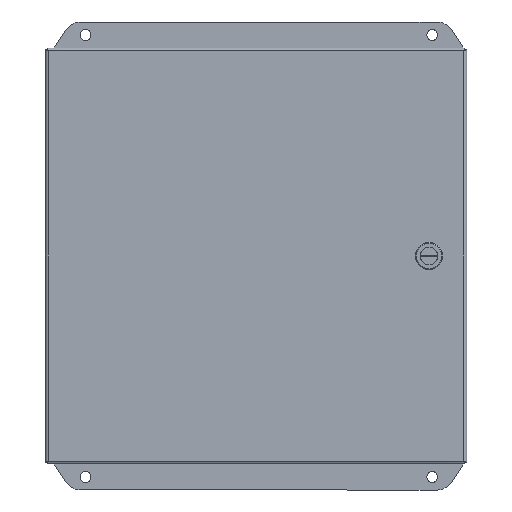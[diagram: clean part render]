
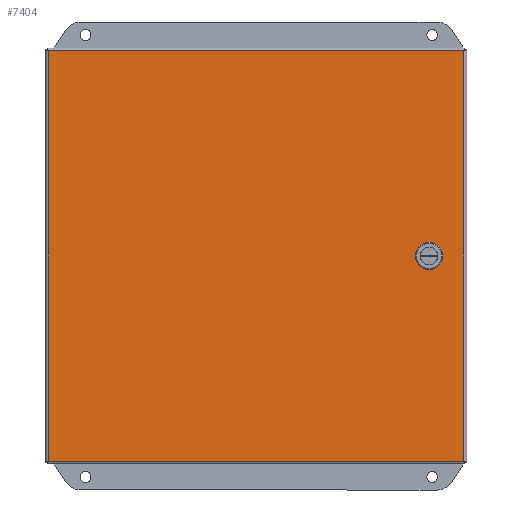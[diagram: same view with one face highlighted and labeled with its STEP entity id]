
A CAD part, front view. The second image highlights one B-rep face of the part: STEP entity #7404.
In plain terms, the highlighted planar face has unit normal (0, -1, 0).
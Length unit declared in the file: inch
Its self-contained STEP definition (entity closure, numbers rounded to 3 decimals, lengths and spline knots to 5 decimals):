
#186 = CARTESIAN_POINT ( 'NONE',  ( -6.07322, -6.61133, 5.914 ) ) ;
#280 = LINE ( 'NONE', #6946, #15908 ) ;
#385 = FACE_OUTER_BOUND ( 'NONE', #9865, .T. ) ;
#481 = EDGE_CURVE ( 'NONE', #12520, #6685, #7873, .T. ) ;
#592 = DIRECTION ( 'NONE',  ( 0., -1., 0. ) ) ;
#1286 = DIRECTION ( 'NONE',  ( 1., 0., 0. ) ) ;
#1602 = ORIENTED_EDGE ( 'NONE', *, *, #3942, .F. ) ;
#2225 = PLANE ( 'NONE',  #15161 ) ;
#2460 = ORIENTED_EDGE ( 'NONE', *, *, #3318, .F. ) ;
#2566 = EDGE_LOOP ( 'NONE', ( #1602, #3879, #15293, #2460, #17010, #7499, #8215, #19622 ) ) ;
#2669 = EDGE_CURVE ( 'NONE', #17484, #16838, #9511, .T. ) ;
#2775 = CARTESIAN_POINT ( 'NONE',  ( -6.07322, -6.61133, 5.914 ) ) ;
#2831 = CARTESIAN_POINT ( 'NONE',  ( 5.23778, -6.61133, -0.07559 ) ) ;
#3064 = VECTOR ( 'NONE', #13654, 39.37008 ) ;
#3318 = EDGE_CURVE ( 'NONE', #16838, #14457, #9357, .T. ) ;
#3582 = ORIENTED_EDGE ( 'NONE', *, *, #10397, .T. ) ;
#3620 = ORIENTED_EDGE ( 'NONE', *, *, #20368, .T. ) ;
#3801 = LINE ( 'NONE', #11631, #18079 ) ;
#3879 = ORIENTED_EDGE ( 'NONE', *, *, #9928, .F. ) ;
#3942 = EDGE_CURVE ( 'NONE', #19023, #11061, #14666, .T. ) ;
#4087 = VECTOR ( 'NONE', #16292, 39.37008 ) ;
#4792 = CARTESIAN_POINT ( 'NONE',  ( 4.83119, -6.61133, 0.331 ) ) ;
#4933 = CARTESIAN_POINT ( 'NONE',  ( -6.07322, -6.61133, -5.914 ) ) ;
#5217 = EDGE_CURVE ( 'NONE', #12548, #8211, #13902, .T. ) ;
#5945 = VECTOR ( 'NONE', #15882, 39.37008 ) ;
#6378 = DIRECTION ( 'NONE',  ( -0.707, 0., 0.707 ) ) ;
#6685 = VERTEX_POINT ( 'NONE', #6790 ) ;
#6790 = CARTESIAN_POINT ( 'NONE',  ( 5.23778, -6.61133, 0.07559 ) ) ;
#6894 = DIRECTION ( 'NONE',  ( 0.707, 0., 0.707 ) ) ;
#6946 = CARTESIAN_POINT ( 'NONE',  ( 4.83119, -6.61133, -0.331 ) ) ;
#6996 = VERTEX_POINT ( 'NONE', #4933 ) ;
#7404 = ADVANCED_FACE ( 'NONE', ( #16961, #385 ), #2225, .T. ) ;
#7499 = ORIENTED_EDGE ( 'NONE', *, *, #7577, .F. ) ;
#7577 = EDGE_CURVE ( 'NONE', #6685, #17484, #8412, .T. ) ;
#7873 = LINE ( 'NONE', #19404, #20494 ) ;
#7961 = CARTESIAN_POINT ( 'NONE',  ( 5.91278, -6.61133, -5.914 ) ) ;
#8211 = VERTEX_POINT ( 'NONE', #8713 ) ;
#8215 = ORIENTED_EDGE ( 'NONE', *, *, #481, .F. ) ;
#8412 = LINE ( 'NONE', #17810, #17253 ) ;
#8713 = CARTESIAN_POINT ( 'NONE',  ( 5.91278, -6.61133, 5.914 ) ) ;
#8761 = CARTESIAN_POINT ( 'NONE',  ( -6.07322, -6.61133, -5.914 ) ) ;
#8897 = VERTEX_POINT ( 'NONE', #19298 ) ;
#9357 = LINE ( 'NONE', #15939, #13991 ) ;
#9502 = CARTESIAN_POINT ( 'NONE',  ( 4.57578, -6.61133, 0.07559 ) ) ;
#9511 = LINE ( 'NONE', #11351, #13593 ) ;
#9717 = CARTESIAN_POINT ( 'NONE',  ( 4.98237, -6.61133, -0.331 ) ) ;
#9807 = CARTESIAN_POINT ( 'NONE',  ( 4.98237, -6.61133, -0.331 ) ) ;
#9865 = EDGE_LOOP ( 'NONE', ( #21051, #3582, #10340, #3620 ) ) ;
#9928 = EDGE_CURVE ( 'NONE', #8897, #19023, #280, .T. ) ;
#10340 = ORIENTED_EDGE ( 'NONE', *, *, #15519, .T. ) ;
#10397 = EDGE_CURVE ( 'NONE', #8211, #19274, #12316, .T. ) ;
#10975 = CARTESIAN_POINT ( 'NONE',  ( -6.07322, -6.61133, -5.914 ) ) ;
#11061 = VERTEX_POINT ( 'NONE', #9807 ) ;
#11211 = DIRECTION ( 'NONE',  ( 0., 0., 1. ) ) ;
#11213 = DIRECTION ( 'NONE',  ( 0., 0., -1. ) ) ;
#11241 = DIRECTION ( 'NONE',  ( -1., 0., 0. ) ) ;
#11254 = EDGE_CURVE ( 'NONE', #11061, #12520, #3801, .T. ) ;
#11282 = VECTOR ( 'NONE', #12276, 39.37008 ) ;
#11351 = CARTESIAN_POINT ( 'NONE',  ( 4.83119, -6.61133, 0.331 ) ) ;
#11515 = CARTESIAN_POINT ( 'NONE',  ( -6.07322, -6.61133, -5.914 ) ) ;
#11611 = DIRECTION ( 'NONE',  ( -0.707, 0., -0.707 ) ) ;
#11631 = CARTESIAN_POINT ( 'NONE',  ( 5.23778, -6.61133, -0.07559 ) ) ;
#11897 = DIRECTION ( 'NONE',  ( 0.707, 0., -0.707 ) ) ;
#12276 = DIRECTION ( 'NONE',  ( 0., 0., 1. ) ) ;
#12316 = LINE ( 'NONE', #2775, #5945 ) ;
#12520 = VERTEX_POINT ( 'NONE', #2831 ) ;
#12548 = VERTEX_POINT ( 'NONE', #7961 ) ;
#13551 = LINE ( 'NONE', #13868, #3064 ) ;
#13593 = VECTOR ( 'NONE', #11241, 39.37008 ) ;
#13654 = DIRECTION ( 'NONE',  ( 0., 0., -1. ) ) ;
#13833 = VECTOR ( 'NONE', #11213, 39.37008 ) ;
#13868 = CARTESIAN_POINT ( 'NONE',  ( 4.57578, -6.61133, -0.07559 ) ) ;
#13902 = LINE ( 'NONE', #17259, #11282 ) ;
#13991 = VECTOR ( 'NONE', #11611, 39.37008 ) ;
#14035 = DIRECTION ( 'NONE',  ( 0., 0., -1. ) ) ;
#14457 = VERTEX_POINT ( 'NONE', #9502 ) ;
#14666 = LINE ( 'NONE', #9717, #4087 ) ;
#15161 = AXIS2_PLACEMENT_3D ( 'NONE', #8761, #592, #14035 ) ;
#15293 = ORIENTED_EDGE ( 'NONE', *, *, #19027, .F. ) ;
#15374 = CARTESIAN_POINT ( 'NONE',  ( 4.83119, -6.61133, -0.331 ) ) ;
#15519 = EDGE_CURVE ( 'NONE', #19274, #6996, #18002, .T. ) ;
#15882 = DIRECTION ( 'NONE',  ( -1., 0., 0. ) ) ;
#15908 = VECTOR ( 'NONE', #11897, 39.37008 ) ;
#15939 = CARTESIAN_POINT ( 'NONE',  ( 4.57578, -6.61133, 0.07559 ) ) ;
#16292 = DIRECTION ( 'NONE',  ( 1., 0., 0. ) ) ;
#16838 = VERTEX_POINT ( 'NONE', #4792 ) ;
#16961 = FACE_BOUND ( 'NONE', #2566, .T. ) ;
#17010 = ORIENTED_EDGE ( 'NONE', *, *, #2669, .F. ) ;
#17253 = VECTOR ( 'NONE', #6378, 39.37008 ) ;
#17259 = CARTESIAN_POINT ( 'NONE',  ( 5.91278, -6.61133, -5.914 ) ) ;
#17484 = VERTEX_POINT ( 'NONE', #20263 ) ;
#17810 = CARTESIAN_POINT ( 'NONE',  ( 4.98237, -6.61133, 0.331 ) ) ;
#18002 = LINE ( 'NONE', #11515, #13833 ) ;
#18079 = VECTOR ( 'NONE', #6894, 39.37008 ) ;
#19023 = VERTEX_POINT ( 'NONE', #15374 ) ;
#19027 = EDGE_CURVE ( 'NONE', #14457, #8897, #13551, .T. ) ;
#19167 = LINE ( 'NONE', #10975, #19211 ) ;
#19211 = VECTOR ( 'NONE', #1286, 39.37008 ) ;
#19274 = VERTEX_POINT ( 'NONE', #186 ) ;
#19298 = CARTESIAN_POINT ( 'NONE',  ( 4.57578, -6.61133, -0.07559 ) ) ;
#19404 = CARTESIAN_POINT ( 'NONE',  ( 5.23778, -6.61133, 0.07559 ) ) ;
#19622 = ORIENTED_EDGE ( 'NONE', *, *, #11254, .F. ) ;
#20263 = CARTESIAN_POINT ( 'NONE',  ( 4.98237, -6.61133, 0.331 ) ) ;
#20368 = EDGE_CURVE ( 'NONE', #6996, #12548, #19167, .T. ) ;
#20494 = VECTOR ( 'NONE', #11211, 39.37008 ) ;
#21051 = ORIENTED_EDGE ( 'NONE', *, *, #5217, .T. ) ;
